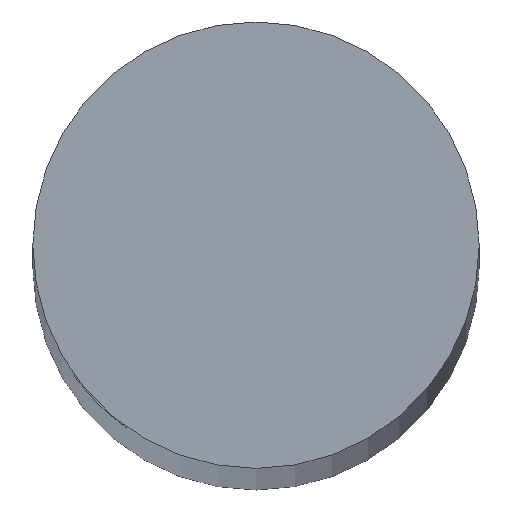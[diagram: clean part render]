
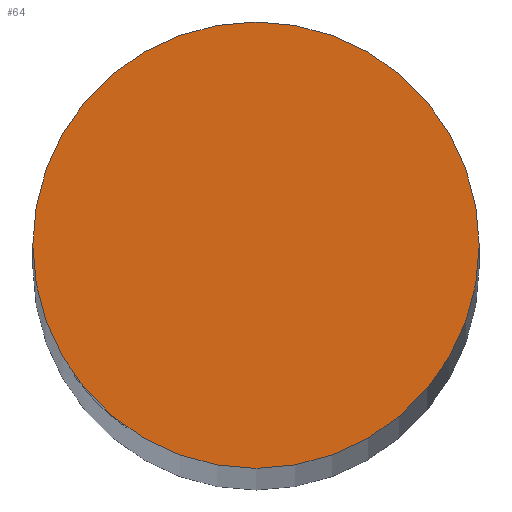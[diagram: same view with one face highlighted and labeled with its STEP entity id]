
A CAD part, top view. The second image highlights one B-rep face of the part: STEP entity #64.
In plain terms, the highlighted planar face has unit normal (0, 0, 1).
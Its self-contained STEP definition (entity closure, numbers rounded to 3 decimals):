
#17=PLANE('',#84);
#21=FACE_OUTER_BOUND('',#26,.T.);
#26=EDGE_LOOP('',(#53));
#31=CIRCLE('',#85,9.);
#40=VERTEX_POINT('',#151);
#45=EDGE_CURVE('',#40,#40,#31,.T.);
#53=ORIENTED_EDGE('',*,*,#45,.T.);
#64=ADVANCED_FACE('',(#21),#17,.F.);
#84=AXIS2_PLACEMENT_3D('',#150,#98,#99);
#85=AXIS2_PLACEMENT_3D('',#152,#100,#101);
#98=DIRECTION('center_axis',(0.,0.,-1.));
#99=DIRECTION('ref_axis',(-1.,0.,0.));
#100=DIRECTION('center_axis',(0.,0.,1.));
#101=DIRECTION('ref_axis',(1.,0.,0.));
#150=CARTESIAN_POINT('Origin',(-0.403,-34.832,440.));
#151=CARTESIAN_POINT('',(-121.5,-172.5,440.));
#152=CARTESIAN_POINT('Origin',(-112.5,-172.5,440.));
